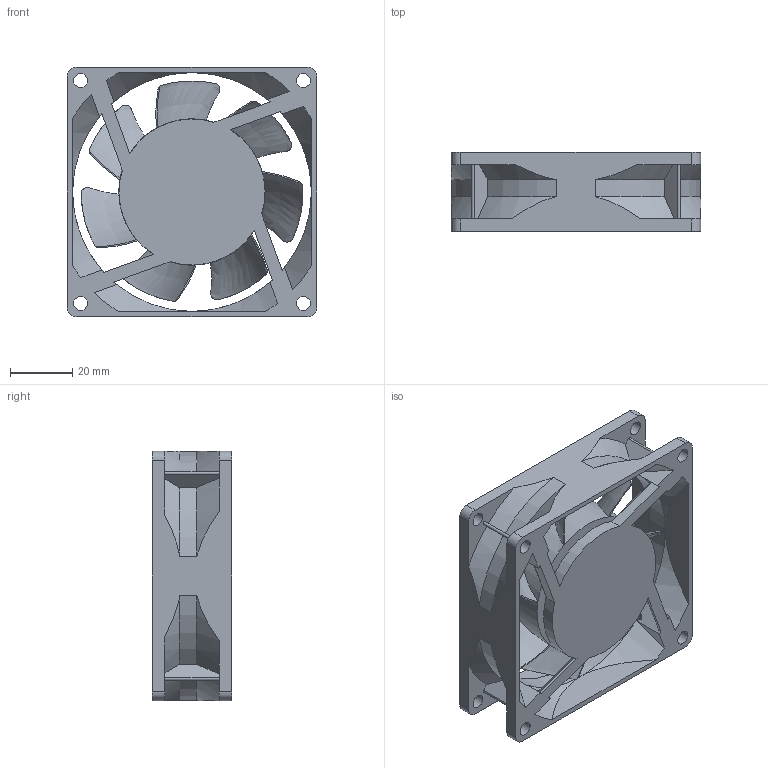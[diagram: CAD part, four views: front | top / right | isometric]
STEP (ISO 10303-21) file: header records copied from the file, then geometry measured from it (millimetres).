
FILE_DESCRIPTION((''),'2;1');
FILE_NAME('ASM0001_ASM_ASM','2015-06-08T',('DURANT.QIAN'),(''),'CREO PARAMETRIC BY PTC INC, 2014440','CREO PARAMETRIC BY PTC INC, 2014440','');
FILE_SCHEMA(('CONFIG_CONTROL_DESIGN'));
Length unit declared in the file: millimetre
Products named in the file (4): 410025640002_1; 410043500001_2; ASM0001_ASM_1_ASM; ASM0001_ASM_ASM
Assembly tree (3 placements, depth 3):
  ASM0001_ASM_ASM
    ASM0001_ASM_1_ASM
      410025640002_1
      410043500001_2
Bounding box: 80 x 25.4 x 80 mm (x, y, z)
Volume: 58542.5 mm3; surface area: 34143.7 mm2
Topology: 2 solids, 2 shells, 185 faces, 559 edges, 375 vertices
Faces by surface type: cylinder 83, plane 58, cone 28, bspline 14, torus 2
Entity records: 10618 total; most frequent: CARTESIAN_POINT 5678, ORIENTED_EDGE 1118, DIRECTION 902, EDGE_CURVE 559, VERTEX_POINT 375, AXIS2_PLACEMENT_3D 351, EDGE_LOOP 206, VECTOR 200
